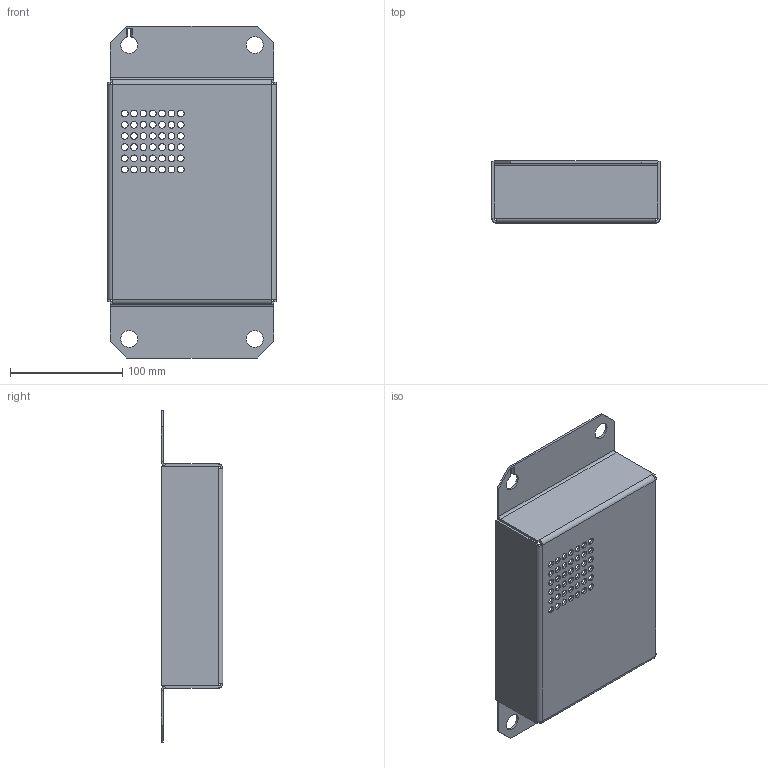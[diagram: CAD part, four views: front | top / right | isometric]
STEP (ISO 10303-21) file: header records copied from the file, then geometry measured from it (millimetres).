
FILE_DESCRIPTION(('Open CASCADE Model'),'2;1');
FILE_NAME('Open CASCADE Shape Model','2024-09-24T18:53:14',('Author'),( 'Open CASCADE'),'Open CASCADE STEP processor 7.8','Open CASCADE 7.8' ,'Unknown');
FILE_SCHEMA(('CONFIG_CONTROL_DESIGN'));
Length unit declared in the file: millimetre
Products named in the file (1): Open CASCADE STEP translator 7.8 7
Bounding box: 150 x 55 x 296 mm (x, y, z)
Volume: 153099.1 mm3; surface area: 157696.1 mm2
Topology: 1 solids, 1 shells, 116 faces, 294 edges, 180 vertices
Faces by surface type: cylinder 61, plane 55
Full cylindrical faces by diameter (mm): 6 x42, 15 x3
Entity records: 7753 total; most frequent: CARTESIAN_POINT 1612, DIRECTION 1164, LINE 626, VECTOR 626, ORIENTED_EDGE 588, PCURVE 588, DEFINITIONAL_REPRESENTATION 588, EDGE_CURVE 294
